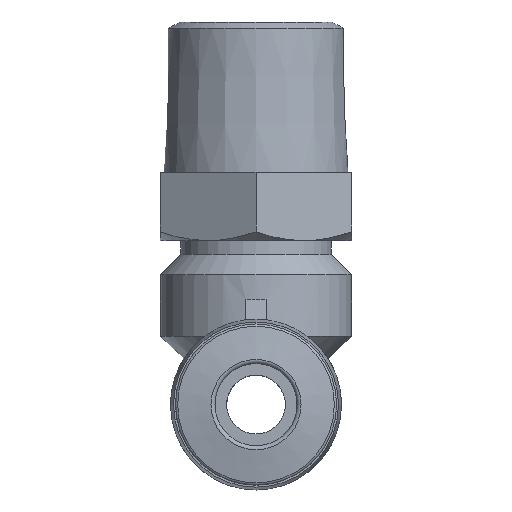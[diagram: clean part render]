
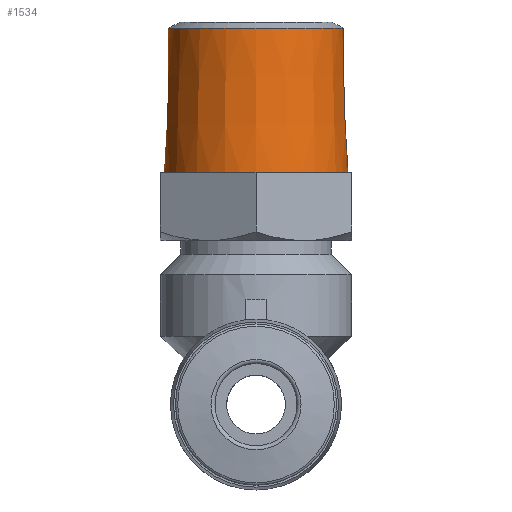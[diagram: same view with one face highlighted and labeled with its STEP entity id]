
A CAD part, left-side view. The second image highlights one B-rep face of the part: STEP entity #1534.
In plain terms, the highlighted conical face has half-angle 1.788 degrees and reference radius 6.405 mm.
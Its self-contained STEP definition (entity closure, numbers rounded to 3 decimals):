
#147=CONICAL_SURFACE('',#1676,6.405,0.031);
#381=ORIENTED_EDGE('',*,*,#511,.F.);
#382=ORIENTED_EDGE('',*,*,#518,.T.);
#511=EDGE_CURVE('',#611,#611,#671,.T.);
#518=EDGE_CURVE('',#614,#614,#674,.T.);
#611=VERTEX_POINT('',#2343);
#614=VERTEX_POINT('',#2361);
#671=CIRCLE('',#1664,6.735);
#674=CIRCLE('',#1675,6.405);
#784=EDGE_LOOP('',(#381));
#785=EDGE_LOOP('',(#382));
#908=FACE_BOUND('',#784,.T.);
#909=FACE_BOUND('',#785,.T.);
#1534=ADVANCED_FACE('',(#908,#909),#147,.T.);
#1664=AXIS2_PLACEMENT_3D('',#2342,#1944,#1945);
#1675=AXIS2_PLACEMENT_3D('',#2360,#1970,#1971);
#1676=AXIS2_PLACEMENT_3D('',#2362,#1972,#1973);
#1944=DIRECTION('',(0.,0.,-1.));
#1945=DIRECTION('',(-1.,0.,0.));
#1970=DIRECTION('',(0.,0.,-1.));
#1971=DIRECTION('',(-1.,0.,0.));
#1972=DIRECTION('',(0.,0.,-1.));
#1973=DIRECTION('',(-1.,0.,0.));
#2342=CARTESIAN_POINT('',(0.,0.,17.));
#2343=CARTESIAN_POINT('',(-6.735,0.,17.));
#2360=CARTESIAN_POINT('',(0.,0.,27.547));
#2361=CARTESIAN_POINT('',(-6.405,0.,27.547));
#2362=CARTESIAN_POINT('',(0.,0.,27.547));
